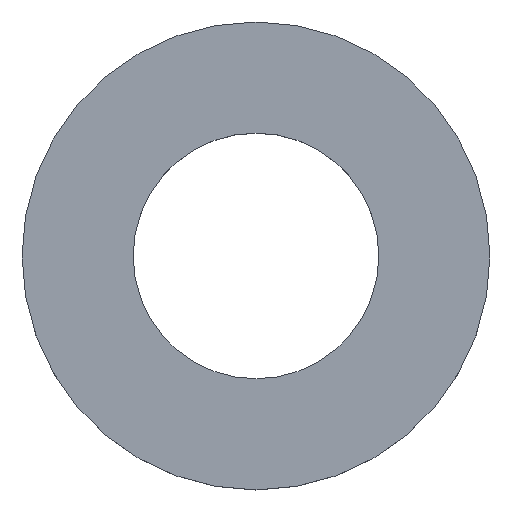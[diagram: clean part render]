
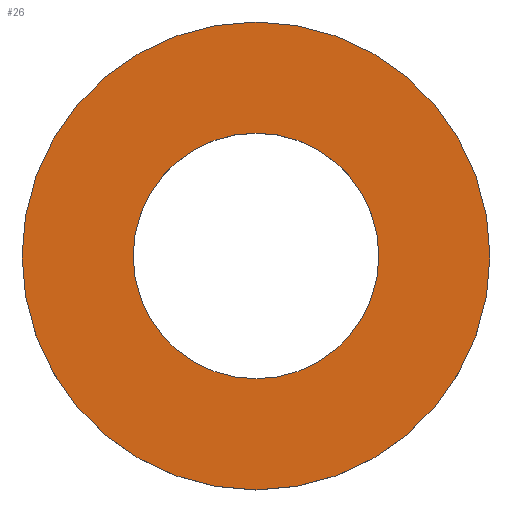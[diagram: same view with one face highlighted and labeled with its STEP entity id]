
A CAD part, top view. The second image highlights one B-rep face of the part: STEP entity #26.
In plain terms, the highlighted planar face has unit normal (0, 0, 1).
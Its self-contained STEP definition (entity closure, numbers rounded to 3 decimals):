
#8 = ORIENTED_EDGE ( 'NONE', *, *, #17, .T. ) ;
#10 = ORIENTED_EDGE ( 'NONE', *, *, #51, .T. ) ;
#17 = EDGE_CURVE ( 'NONE', #52, #27, #141, .T. ) ;
#26 = ADVANCED_FACE ( 'NONE', ( #222, #221 ), #220, .T. ) ;
#27 = VERTEX_POINT ( 'NONE', #215 ) ;
#30 = EDGE_CURVE ( 'NONE', #37, #35, #136, .T. ) ;
#35 = VERTEX_POINT ( 'NONE', #154 ) ;
#37 = VERTEX_POINT ( 'NONE', #153 ) ;
#40 = EDGE_LOOP ( 'NONE', ( #42, #44 ) ) ;
#42 = ORIENTED_EDGE ( 'NONE', *, *, #43, .F. ) ;
#43 = EDGE_CURVE ( 'NONE', #35, #37, #152, .T. ) ;
#44 = ORIENTED_EDGE ( 'NONE', *, *, #30, .F. ) ;
#45 = EDGE_LOOP ( 'NONE', ( #10, #8 ) ) ;
#51 = EDGE_CURVE ( 'NONE', #27, #52, #236, .T. ) ;
#52 = VERTEX_POINT ( 'NONE', #231 ) ;
#132 = DIRECTION ( 'NONE',  ( 1., 0., 0. ) ) ;
#133 = DIRECTION ( 'NONE',  ( 0., 0., 1. ) ) ;
#134 = CARTESIAN_POINT ( 'NONE',  ( 0., 0., 0. ) ) ;
#135 = AXIS2_PLACEMENT_3D ( 'NONE', #134, #133, #132 ) ;
#136 = CIRCLE ( 'NONE', #135, 4.2 ) ;
#141 = CIRCLE ( 'NONE', #193, 8. ) ;
#148 = DIRECTION ( 'NONE',  ( 1., 0., 0. ) ) ;
#149 = DIRECTION ( 'NONE',  ( 0., 0., 1. ) ) ;
#150 = CARTESIAN_POINT ( 'NONE',  ( 0., 0., 0. ) ) ;
#151 = AXIS2_PLACEMENT_3D ( 'NONE', #150, #149, #148 ) ;
#152 = CIRCLE ( 'NONE', #151, 4.2 ) ;
#153 = CARTESIAN_POINT ( 'NONE',  ( -4.2, 0., 0. ) ) ;
#154 = CARTESIAN_POINT ( 'NONE',  ( 4.2, 0., 0. ) ) ;
#188 = DIRECTION ( 'NONE',  ( 1., 0., 0. ) ) ;
#189 = DIRECTION ( 'NONE',  ( 0., 0., 1. ) ) ;
#190 = CARTESIAN_POINT ( 'NONE',  ( 0., 0., 0. ) ) ;
#193 = AXIS2_PLACEMENT_3D ( 'NONE', #190, #189, #188 ) ;
#215 = CARTESIAN_POINT ( 'NONE',  ( 8., 0., 0. ) ) ;
#216 = DIRECTION ( 'NONE',  ( 1., 0., 0. ) ) ;
#217 = DIRECTION ( 'NONE',  ( 0., 0., 1. ) ) ;
#218 = CARTESIAN_POINT ( 'NONE',  ( 0., 0., 0. ) ) ;
#219 = AXIS2_PLACEMENT_3D ( 'NONE', #218, #217, #216 ) ;
#220 = PLANE ( 'NONE',  #219 ) ;
#221 = FACE_OUTER_BOUND ( 'NONE', #45, .T. ) ;
#222 = FACE_BOUND ( 'NONE', #40, .T. ) ;
#231 = CARTESIAN_POINT ( 'NONE',  ( -8., 0., 0. ) ) ;
#232 = DIRECTION ( 'NONE',  ( 1., 0., 0. ) ) ;
#233 = DIRECTION ( 'NONE',  ( 0., 0., 1. ) ) ;
#234 = CARTESIAN_POINT ( 'NONE',  ( 0., 0., 0. ) ) ;
#235 = AXIS2_PLACEMENT_3D ( 'NONE', #234, #233, #232 ) ;
#236 = CIRCLE ( 'NONE', #235, 8. ) ;
